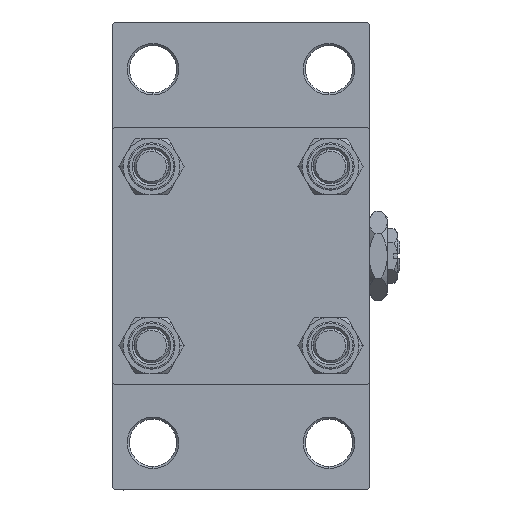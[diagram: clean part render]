
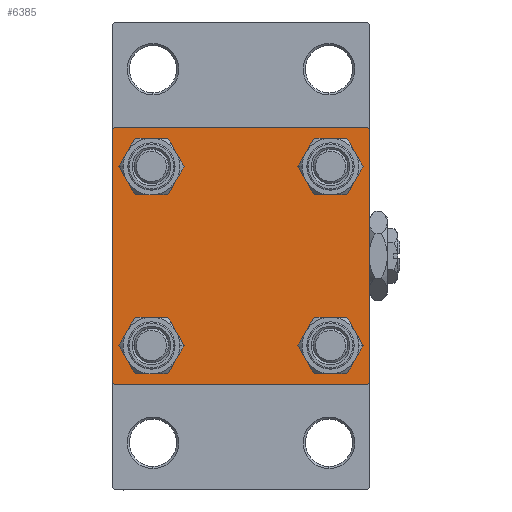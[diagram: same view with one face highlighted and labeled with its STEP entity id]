
A CAD part, left-side view. The second image highlights one B-rep face of the part: STEP entity #6385.
In plain terms, the highlighted planar face has unit normal (-1, 0, 0).
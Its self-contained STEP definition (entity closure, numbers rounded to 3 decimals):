
#1068 = CARTESIAN_POINT ( 'NONE',  ( 0., -20.85, 16.35 ) ) ;
#1147 = CIRCLE ( 'NONE', #6782, 4.5 ) ;
#1445 = EDGE_CURVE ( 'NONE', #4990, #16057, #42919, .T. ) ;
#2788 = CARTESIAN_POINT ( 'NONE',  ( 0., -20.85, -20.85 ) ) ;
#2866 = CARTESIAN_POINT ( 'NONE',  ( 0., -29.5, 30. ) ) ;
#3288 = EDGE_LOOP ( 'NONE', ( #34209, #40525, #48035, #7256, #4490, #17530, #15677, #4578 ) ) ;
#3658 = CARTESIAN_POINT ( 'NONE',  ( 0., -20.85, -16.35 ) ) ;
#3754 = EDGE_LOOP ( 'NONE', ( #20364, #5252 ) ) ;
#4490 = ORIENTED_EDGE ( 'NONE', *, *, #10948, .F. ) ;
#4578 = ORIENTED_EDGE ( 'NONE', *, *, #33737, .T. ) ;
#4764 = FACE_BOUND ( 'NONE', #3754, .T. ) ;
#4990 = VERTEX_POINT ( 'NONE', #48019 ) ;
#5252 = ORIENTED_EDGE ( 'NONE', *, *, #21837, .T. ) ;
#5459 = DIRECTION ( 'NONE',  ( 0., -1., 0. ) ) ;
#5568 = EDGE_CURVE ( 'NONE', #23589, #7376, #1147, .T. ) ;
#5586 = LINE ( 'NONE', #39948, #47073 ) ;
#6111 = VERTEX_POINT ( 'NONE', #43736 ) ;
#6173 = VECTOR ( 'NONE', #21750, 1000. ) ;
#6385 = ADVANCED_FACE ( 'NONE', ( #8302, #38877, #4764, #39384, #27991 ), #42678, .T. ) ;
#6782 = AXIS2_PLACEMENT_3D ( 'NONE', #49190, #14581, #10797 ) ;
#7256 = ORIENTED_EDGE ( 'NONE', *, *, #39096, .T. ) ;
#7376 = VERTEX_POINT ( 'NONE', #35587 ) ;
#8055 = DIRECTION ( 'NONE',  ( -1., 0., 0. ) ) ;
#8302 = FACE_BOUND ( 'NONE', #47341, .T. ) ;
#8386 = DIRECTION ( 'NONE',  ( 1., 0., 0. ) ) ;
#9236 = LINE ( 'NONE', #16559, #30189 ) ;
#9924 = CIRCLE ( 'NONE', #26852, 4.5 ) ;
#10062 = AXIS2_PLACEMENT_3D ( 'NONE', #10774, #45142, #14801 ) ;
#10567 = CARTESIAN_POINT ( 'NONE',  ( 0., -20.85, 25.35 ) ) ;
#10719 = DIRECTION ( 'NONE',  ( 1., 0., 0. ) ) ;
#10774 = CARTESIAN_POINT ( 'NONE',  ( 0., 20.85, 20.85 ) ) ;
#10797 = DIRECTION ( 'NONE',  ( 0., 0., 1. ) ) ;
#10948 = EDGE_CURVE ( 'NONE', #43057, #36592, #16960, .T. ) ;
#11100 = EDGE_CURVE ( 'NONE', #49451, #32735, #45590, .T. ) ;
#11128 = ORIENTED_EDGE ( 'NONE', *, *, #27842, .T. ) ;
#12082 = EDGE_CURVE ( 'NONE', #16057, #13894, #36617, .T. ) ;
#12688 = LINE ( 'NONE', #43516, #26351 ) ;
#13009 = DIRECTION ( 'NONE',  ( 0., 0., 1. ) ) ;
#13684 = LINE ( 'NONE', #33363, #6173 ) ;
#13894 = VERTEX_POINT ( 'NONE', #47103 ) ;
#14581 = DIRECTION ( 'NONE',  ( 1., 0., 0. ) ) ;
#14801 = DIRECTION ( 'NONE',  ( 0., 0., 1. ) ) ;
#15677 = ORIENTED_EDGE ( 'NONE', *, *, #47408, .F. ) ;
#15707 = VECTOR ( 'NONE', #39966, 1000. ) ;
#16057 = VERTEX_POINT ( 'NONE', #42209 ) ;
#16466 = DIRECTION ( 'NONE',  ( 0., -1., 0. ) ) ;
#16559 = CARTESIAN_POINT ( 'NONE',  ( 0., 30., -30. ) ) ;
#16569 = AXIS2_PLACEMENT_3D ( 'NONE', #39082, #20623, #23907 ) ;
#16658 = DIRECTION ( 'NONE',  ( 0., -0.707, -0.707 ) ) ;
#16718 = EDGE_CURVE ( 'NONE', #26001, #17771, #22386, .T. ) ;
#16960 = LINE ( 'NONE', #48297, #15707 ) ;
#17530 = ORIENTED_EDGE ( 'NONE', *, *, #29276, .T. ) ;
#17737 = CARTESIAN_POINT ( 'NONE',  ( 0., -20.85, -25.35 ) ) ;
#17771 = VERTEX_POINT ( 'NONE', #1068 ) ;
#18209 = DIRECTION ( 'NONE',  ( 1., 0., 0. ) ) ;
#19186 = CARTESIAN_POINT ( 'NONE',  ( 0., 0., 0. ) ) ;
#20364 = ORIENTED_EDGE ( 'NONE', *, *, #5568, .T. ) ;
#20411 = DIRECTION ( 'NONE',  ( 0., 0., -1. ) ) ;
#20602 = VECTOR ( 'NONE', #41523, 1000. ) ;
#20623 = DIRECTION ( 'NONE',  ( 1., 0., 0. ) ) ;
#20863 = ORIENTED_EDGE ( 'NONE', *, *, #49986, .T. ) ;
#21194 = CARTESIAN_POINT ( 'NONE',  ( 0., 29.75, -29.75 ) ) ;
#21750 = DIRECTION ( 'NONE',  ( 0., -0.707, 0.707 ) ) ;
#21837 = EDGE_CURVE ( 'NONE', #7376, #23589, #23381, .T. ) ;
#22200 = VERTEX_POINT ( 'NONE', #35854 ) ;
#22386 = CIRCLE ( 'NONE', #25642, 4.5 ) ;
#23009 = EDGE_LOOP ( 'NONE', ( #11128, #28357 ) ) ;
#23373 = ORIENTED_EDGE ( 'NONE', *, *, #34445, .T. ) ;
#23381 = CIRCLE ( 'NONE', #30629, 4.5 ) ;
#23589 = VERTEX_POINT ( 'NONE', #26422 ) ;
#23907 = DIRECTION ( 'NONE',  ( 0., 0., 1. ) ) ;
#24348 = LINE ( 'NONE', #41282, #20602 ) ;
#25447 = CIRCLE ( 'NONE', #16569, 4.5 ) ;
#25511 = ORIENTED_EDGE ( 'NONE', *, *, #11100, .T. ) ;
#25642 = AXIS2_PLACEMENT_3D ( 'NONE', #30682, #49912, #34978 ) ;
#26001 = VERTEX_POINT ( 'NONE', #10567 ) ;
#26351 = VECTOR ( 'NONE', #16466, 1000. ) ;
#26422 = CARTESIAN_POINT ( 'NONE',  ( 0., 20.85, -16.35 ) ) ;
#26852 = AXIS2_PLACEMENT_3D ( 'NONE', #40564, #47616, #13009 ) ;
#27482 = CARTESIAN_POINT ( 'NONE',  ( 0., 30., 30. ) ) ;
#27842 = EDGE_CURVE ( 'NONE', #22200, #33761, #9924, .T. ) ;
#27991 = FACE_OUTER_BOUND ( 'NONE', #3288, .T. ) ;
#28357 = ORIENTED_EDGE ( 'NONE', *, *, #35219, .T. ) ;
#29276 = EDGE_CURVE ( 'NONE', #43057, #44600, #5586, .T. ) ;
#30189 = VECTOR ( 'NONE', #5459, 1000. ) ;
#30243 = AXIS2_PLACEMENT_3D ( 'NONE', #2788, #18209, #37920 ) ;
#30629 = AXIS2_PLACEMENT_3D ( 'NONE', #43006, #8386, #35421 ) ;
#30682 = CARTESIAN_POINT ( 'NONE',  ( 0., -20.85, 20.85 ) ) ;
#31592 = EDGE_LOOP ( 'NONE', ( #23373, #25511 ) ) ;
#31661 = EDGE_CURVE ( 'NONE', #13894, #6111, #9236, .T. ) ;
#31764 = DIRECTION ( 'NONE',  ( 0., 0., 1. ) ) ;
#32088 = DIRECTION ( 'NONE',  ( 0., 0.707, 0.707 ) ) ;
#32628 = AXIS2_PLACEMENT_3D ( 'NONE', #19186, #8055, #31764 ) ;
#32735 = VERTEX_POINT ( 'NONE', #3658 ) ;
#33363 = CARTESIAN_POINT ( 'NONE',  ( 0., -29.75, -29.75 ) ) ;
#33558 = CIRCLE ( 'NONE', #39222, 4.5 ) ;
#33737 = EDGE_CURVE ( 'NONE', #44307, #4990, #24348, .T. ) ;
#33761 = VERTEX_POINT ( 'NONE', #41781 ) ;
#34209 = ORIENTED_EDGE ( 'NONE', *, *, #1445, .T. ) ;
#34445 = EDGE_CURVE ( 'NONE', #32735, #49451, #25447, .T. ) ;
#34978 = DIRECTION ( 'NONE',  ( 0., 0., 1. ) ) ;
#35219 = EDGE_CURVE ( 'NONE', #33761, #22200, #43954, .T. ) ;
#35421 = DIRECTION ( 'NONE',  ( 0., 0., 1. ) ) ;
#35587 = CARTESIAN_POINT ( 'NONE',  ( 0., 20.85, -25.35 ) ) ;
#35854 = CARTESIAN_POINT ( 'NONE',  ( 0., 20.85, 25.35 ) ) ;
#36124 = CARTESIAN_POINT ( 'NONE',  ( 0., 29.5, 30. ) ) ;
#36266 = CARTESIAN_POINT ( 'NONE',  ( 0., -30., -29.5 ) ) ;
#36592 = VERTEX_POINT ( 'NONE', #36266 ) ;
#36617 = LINE ( 'NONE', #21194, #39159 ) ;
#37920 = DIRECTION ( 'NONE',  ( 0., 0., 1. ) ) ;
#38877 = FACE_BOUND ( 'NONE', #31592, .T. ) ;
#39082 = CARTESIAN_POINT ( 'NONE',  ( 0., -20.85, -20.85 ) ) ;
#39096 = EDGE_CURVE ( 'NONE', #6111, #36592, #13684, .T. ) ;
#39159 = VECTOR ( 'NONE', #16658, 1000. ) ;
#39222 = AXIS2_PLACEMENT_3D ( 'NONE', #45831, #10719, #49359 ) ;
#39384 = FACE_BOUND ( 'NONE', #23009, .T. ) ;
#39948 = CARTESIAN_POINT ( 'NONE',  ( 0., -29.75, 29.75 ) ) ;
#39966 = DIRECTION ( 'NONE',  ( 0., 0., -1. ) ) ;
#40525 = ORIENTED_EDGE ( 'NONE', *, *, #12082, .T. ) ;
#40564 = CARTESIAN_POINT ( 'NONE',  ( 0., 20.85, 20.85 ) ) ;
#41282 = CARTESIAN_POINT ( 'NONE',  ( 0., 29.75, 29.75 ) ) ;
#41523 = DIRECTION ( 'NONE',  ( 0., 0.707, -0.707 ) ) ;
#41781 = CARTESIAN_POINT ( 'NONE',  ( 0., 20.85, 16.35 ) ) ;
#42209 = CARTESIAN_POINT ( 'NONE',  ( 0., 30., -29.5 ) ) ;
#42678 = PLANE ( 'NONE',  #32628 ) ;
#42919 = LINE ( 'NONE', #27482, #46982 ) ;
#43006 = CARTESIAN_POINT ( 'NONE',  ( 0., 20.85, -20.85 ) ) ;
#43037 = CARTESIAN_POINT ( 'NONE',  ( 0., -30., 29.5 ) ) ;
#43057 = VERTEX_POINT ( 'NONE', #43037 ) ;
#43516 = CARTESIAN_POINT ( 'NONE',  ( 0., 30., 30. ) ) ;
#43736 = CARTESIAN_POINT ( 'NONE',  ( 0., -29.5, -30. ) ) ;
#43954 = CIRCLE ( 'NONE', #10062, 4.5 ) ;
#44307 = VERTEX_POINT ( 'NONE', #36124 ) ;
#44600 = VERTEX_POINT ( 'NONE', #2866 ) ;
#45142 = DIRECTION ( 'NONE',  ( 1., 0., 0. ) ) ;
#45590 = CIRCLE ( 'NONE', #30243, 4.5 ) ;
#45831 = CARTESIAN_POINT ( 'NONE',  ( 0., -20.85, 20.85 ) ) ;
#46982 = VECTOR ( 'NONE', #20411, 1000. ) ;
#47073 = VECTOR ( 'NONE', #32088, 1000. ) ;
#47103 = CARTESIAN_POINT ( 'NONE',  ( 0., 29.5, -30. ) ) ;
#47296 = ORIENTED_EDGE ( 'NONE', *, *, #16718, .T. ) ;
#47341 = EDGE_LOOP ( 'NONE', ( #47296, #20863 ) ) ;
#47408 = EDGE_CURVE ( 'NONE', #44307, #44600, #12688, .T. ) ;
#47616 = DIRECTION ( 'NONE',  ( 1., 0., 0. ) ) ;
#48019 = CARTESIAN_POINT ( 'NONE',  ( 0., 30., 29.5 ) ) ;
#48035 = ORIENTED_EDGE ( 'NONE', *, *, #31661, .T. ) ;
#48297 = CARTESIAN_POINT ( 'NONE',  ( 0., -30., 30. ) ) ;
#49190 = CARTESIAN_POINT ( 'NONE',  ( 0., 20.85, -20.85 ) ) ;
#49359 = DIRECTION ( 'NONE',  ( 0., 0., 1. ) ) ;
#49451 = VERTEX_POINT ( 'NONE', #17737 ) ;
#49912 = DIRECTION ( 'NONE',  ( 1., 0., 0. ) ) ;
#49986 = EDGE_CURVE ( 'NONE', #17771, #26001, #33558, .T. ) ;
